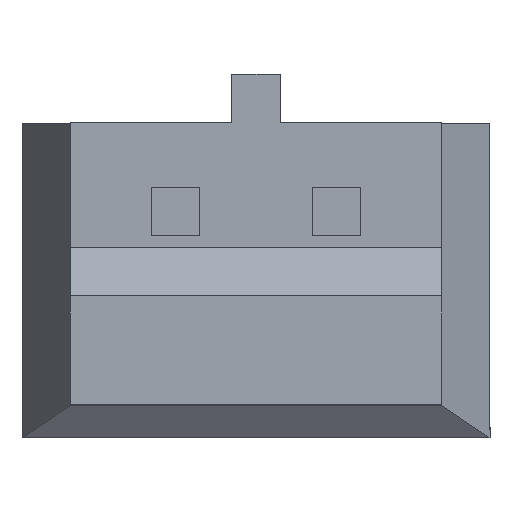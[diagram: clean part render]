
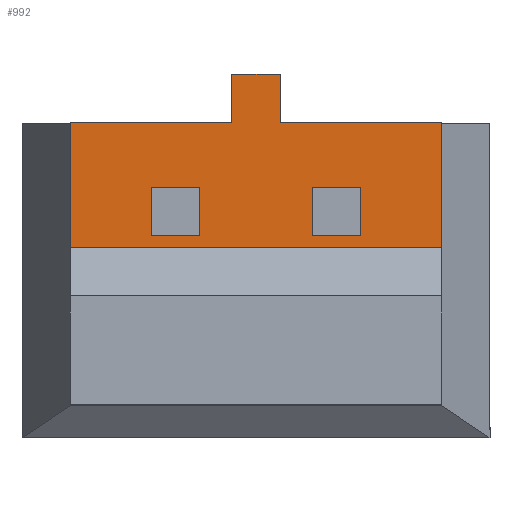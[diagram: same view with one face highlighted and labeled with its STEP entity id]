
A CAD part, top view. The second image highlights one B-rep face of the part: STEP entity #992.
In plain terms, the highlighted planar face has unit normal (0, 0, 1).
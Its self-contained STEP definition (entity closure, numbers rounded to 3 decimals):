
#15=FACE_BOUND('',#155,.T.);
#16=FACE_BOUND('',#156,.T.);
#41=PLANE('',#1066);
#97=FACE_OUTER_BOUND('',#154,.T.);
#154=EDGE_LOOP('',(#805,#806,#807,#808,#809,#810,#811,#812));
#155=EDGE_LOOP('',(#813,#814,#815,#816));
#156=EDGE_LOOP('',(#817,#818,#819,#820));
#219=LINE('',#1429,#353);
#238=LINE('',#1467,#372);
#240=LINE('',#1471,#374);
#244=LINE('',#1478,#378);
#250=LINE('',#1490,#384);
#258=LINE('',#1507,#392);
#259=LINE('',#1509,#393);
#260=LINE('',#1510,#394);
#261=LINE('',#1513,#395);
#262=LINE('',#1515,#396);
#263=LINE('',#1517,#397);
#264=LINE('',#1518,#398);
#265=LINE('',#1521,#399);
#266=LINE('',#1523,#400);
#267=LINE('',#1525,#401);
#268=LINE('',#1526,#402);
#353=VECTOR('',#1158,1.);
#372=VECTOR('',#1185,1.);
#374=VECTOR('',#1189,1.);
#378=VECTOR('',#1195,1.);
#384=VECTOR('',#1209,1.);
#392=VECTOR('',#1229,1.);
#393=VECTOR('',#1230,1.);
#394=VECTOR('',#1231,1.);
#395=VECTOR('',#1232,1.);
#396=VECTOR('',#1233,1.);
#397=VECTOR('',#1234,1.);
#398=VECTOR('',#1235,1.);
#399=VECTOR('',#1236,1.);
#400=VECTOR('',#1237,1.);
#401=VECTOR('',#1238,1.);
#402=VECTOR('',#1239,1.);
#488=VERTEX_POINT('',#1426);
#489=VERTEX_POINT('',#1428);
#503=VERTEX_POINT('',#1464);
#504=VERTEX_POINT('',#1466);
#505=VERTEX_POINT('',#1470);
#507=VERTEX_POINT('',#1476);
#512=VERTEX_POINT('',#1506);
#513=VERTEX_POINT('',#1508);
#514=VERTEX_POINT('',#1511);
#515=VERTEX_POINT('',#1512);
#516=VERTEX_POINT('',#1514);
#517=VERTEX_POINT('',#1516);
#518=VERTEX_POINT('',#1519);
#519=VERTEX_POINT('',#1520);
#520=VERTEX_POINT('',#1522);
#521=VERTEX_POINT('',#1524);
#583=EDGE_CURVE('',#488,#489,#219,.T.);
#602=EDGE_CURVE('',#504,#503,#238,.T.);
#604=EDGE_CURVE('',#504,#505,#240,.T.);
#608=EDGE_CURVE('',#489,#507,#244,.T.);
#614=EDGE_CURVE('',#507,#503,#250,.T.);
#622=EDGE_CURVE('',#488,#512,#258,.T.);
#623=EDGE_CURVE('',#512,#513,#259,.T.);
#624=EDGE_CURVE('',#513,#505,#260,.T.);
#625=EDGE_CURVE('',#514,#515,#261,.T.);
#626=EDGE_CURVE('',#516,#514,#262,.T.);
#627=EDGE_CURVE('',#517,#516,#263,.T.);
#628=EDGE_CURVE('',#515,#517,#264,.T.);
#629=EDGE_CURVE('',#518,#519,#265,.T.);
#630=EDGE_CURVE('',#520,#518,#266,.T.);
#631=EDGE_CURVE('',#521,#520,#267,.T.);
#632=EDGE_CURVE('',#519,#521,#268,.T.);
#805=ORIENTED_EDGE('',*,*,#604,.F.);
#806=ORIENTED_EDGE('',*,*,#602,.T.);
#807=ORIENTED_EDGE('',*,*,#614,.F.);
#808=ORIENTED_EDGE('',*,*,#608,.F.);
#809=ORIENTED_EDGE('',*,*,#583,.F.);
#810=ORIENTED_EDGE('',*,*,#622,.T.);
#811=ORIENTED_EDGE('',*,*,#623,.T.);
#812=ORIENTED_EDGE('',*,*,#624,.T.);
#813=ORIENTED_EDGE('',*,*,#625,.F.);
#814=ORIENTED_EDGE('',*,*,#626,.F.);
#815=ORIENTED_EDGE('',*,*,#627,.F.);
#816=ORIENTED_EDGE('',*,*,#628,.F.);
#817=ORIENTED_EDGE('',*,*,#629,.F.);
#818=ORIENTED_EDGE('',*,*,#630,.F.);
#819=ORIENTED_EDGE('',*,*,#631,.F.);
#820=ORIENTED_EDGE('',*,*,#632,.F.);
#992=ADVANCED_FACE('',(#97,#15,#16),#41,.F.);
#1066=AXIS2_PLACEMENT_3D('',#1505,#1227,#1228);
#1158=DIRECTION('',(1.,0.,0.));
#1185=DIRECTION('',(0.,1.,0.));
#1189=DIRECTION('',(1.,0.,0.));
#1195=DIRECTION('',(0.,1.,0.));
#1209=DIRECTION('',(1.,0.,0.));
#1227=DIRECTION('center_axis',(0.,0.,
-1.));
#1228=DIRECTION('ref_axis',(1.,0.,0.));
#1229=DIRECTION('',(0.,-1.,0.));
#1230=DIRECTION('',(1.,0.,0.));
#1231=DIRECTION('',(0.,1.,0.));
#1232=DIRECTION('',(-1.,0.,0.));
#1233=DIRECTION('',(0.,1.,0.));
#1234=DIRECTION('',(1.,0.,0.));
#1235=DIRECTION('',(0.,-1.,0.));
#1236=DIRECTION('',(-1.,0.,0.));
#1237=DIRECTION('',(0.,1.,0.));
#1238=DIRECTION('',(1.,0.,0.));
#1239=DIRECTION('',(0.,-1.,0.));
#1426=CARTESIAN_POINT('',(-4.55,4.475,2.825));
#1428=CARTESIAN_POINT('',(-2.55,4.475,2.825));
#1429=CARTESIAN_POINT('',(-4.55,4.475,2.825));
#1464=CARTESIAN_POINT('',(-1.95,5.075,2.825));
#1466=CARTESIAN_POINT('',(-1.95,4.475,2.825));
#1467=CARTESIAN_POINT('',(-1.95,4.475,2.825));
#1470=CARTESIAN_POINT('',(0.05,4.475,2.825));
#1471=CARTESIAN_POINT('',(-1.95,4.475,2.825));
#1476=CARTESIAN_POINT('',(-2.55,5.075,2.825));
#1478=CARTESIAN_POINT('',(-2.55,4.475,2.825));
#1490=CARTESIAN_POINT('',(-2.55,5.075,2.825));
#1505=CARTESIAN_POINT('Origin',(-5.15,2.925,2.825));
#1506=CARTESIAN_POINT('',(-4.55,2.925,2.825));
#1507=CARTESIAN_POINT('',(-4.55,4.475,2.825));
#1508=CARTESIAN_POINT('',(0.05,2.925,2.825));
#1509=CARTESIAN_POINT('',(-4.55,2.925,2.825));
#1510=CARTESIAN_POINT('',(0.05,2.925,2.825));
#1511=CARTESIAN_POINT('',(-2.95,3.675,2.825));
#1512=CARTESIAN_POINT('',(-3.55,3.675,2.825));
#1513=CARTESIAN_POINT('',(-2.95,3.675,2.825));
#1514=CARTESIAN_POINT('',(-2.95,3.075,2.825));
#1515=CARTESIAN_POINT('',(-2.95,3.075,2.825));
#1516=CARTESIAN_POINT('',(-3.55,3.075,2.825));
#1517=CARTESIAN_POINT('',(-3.55,3.075,2.825));
#1518=CARTESIAN_POINT('',(-3.55,3.675,2.825));
#1519=CARTESIAN_POINT('',(-0.95,3.675,2.825));
#1520=CARTESIAN_POINT('',(-1.55,3.675,2.825));
#1521=CARTESIAN_POINT('',(-0.95,3.675,2.825));
#1522=CARTESIAN_POINT('',(-0.95,3.075,2.825));
#1523=CARTESIAN_POINT('',(-0.95,3.075,2.825));
#1524=CARTESIAN_POINT('',(-1.55,3.075,2.825));
#1525=CARTESIAN_POINT('',(-1.55,3.075,2.825));
#1526=CARTESIAN_POINT('',(-1.55,3.675,2.825));
